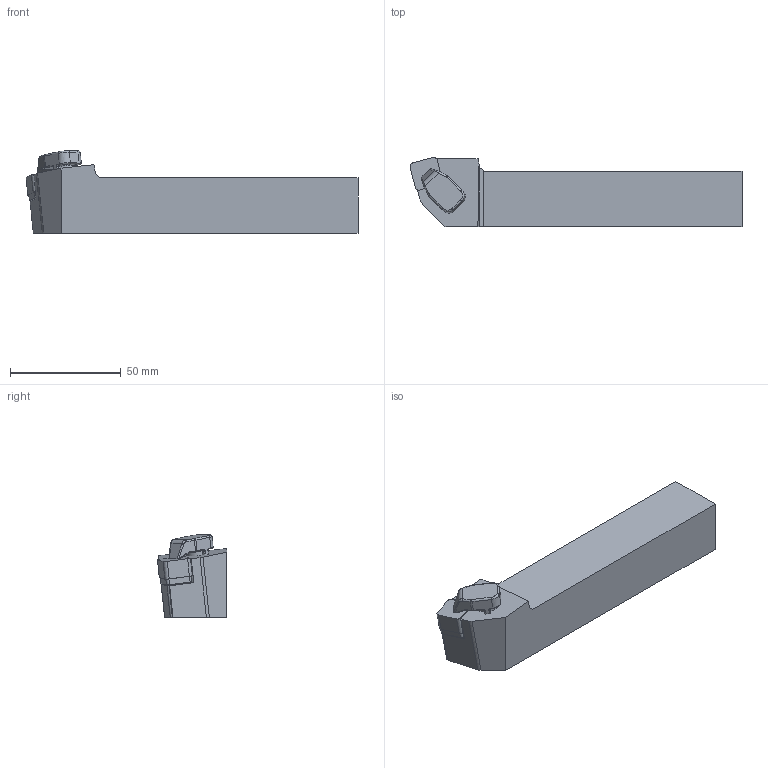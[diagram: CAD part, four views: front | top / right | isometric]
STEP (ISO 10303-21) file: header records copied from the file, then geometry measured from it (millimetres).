
FILE_DESCRIPTION (( 'STEP AP214' ), '1' );
FILE_NAME ('CSRNL-2525-M1207C-LIGHT.STP', '2023-11-01T05:52:17', ( '' ), ( '' ), 'SwSTEP 2.0', 'SolidWorks 2018', '' );
FILE_SCHEMA (( 'AUTOMOTIVE_DESIGN' ));
Length unit declared in the file: millimetre
Products named in the file (1): CSRNL-2525-M1207C-LIGHT
Bounding box: 149.65 x 31.13 x 37.24 mm (x, y, z)
Volume: 96010 mm3; surface area: 17808.1 mm2
Topology: 2 solids, 2 shells, 163 faces, 407 edges, 245 vertices
Faces by surface type: plane 61, cylinder 58, torus 22, cone 12, bspline 10
Entity records: 7421 total; most frequent: CARTESIAN_POINT 1758, DIRECTION 815, ORIENTED_EDGE 806, EDGE_CURVE 403, AXIS2_PLACEMENT_3D 299, VERTEX_POINT 245, VECTOR 217, LINE 217
